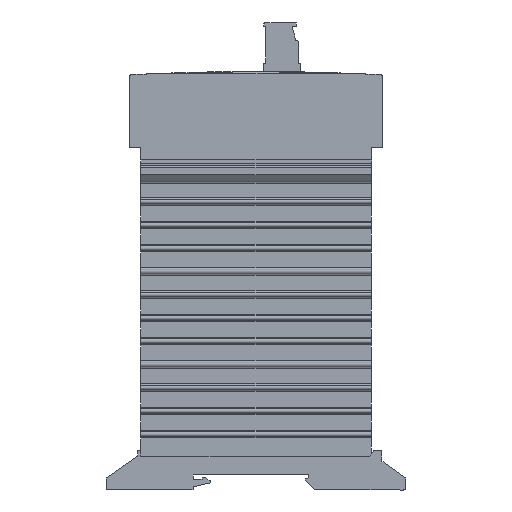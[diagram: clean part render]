
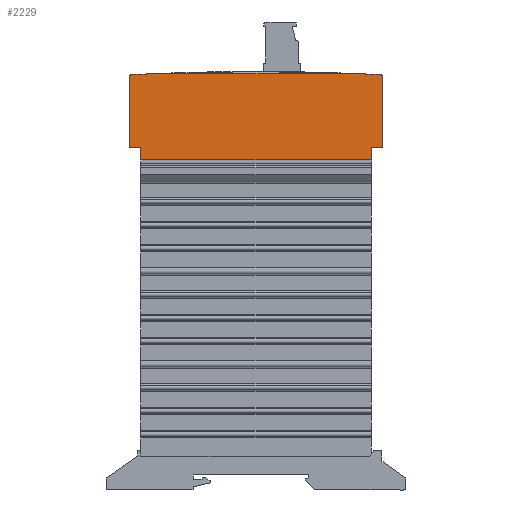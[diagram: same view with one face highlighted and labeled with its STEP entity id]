
A CAD part, left-side view. The second image highlights one B-rep face of the part: STEP entity #2229.
In plain terms, the highlighted planar face has unit normal (-1, 0, 0).
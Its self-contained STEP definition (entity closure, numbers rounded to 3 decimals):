
#449 = VERTEX_POINT ( 'NONE', #4226 ) ;
#458 = EDGE_CURVE ( 'NONE', #13730, #449, #4215, .T. ) ;
#998 = VERTEX_POINT ( 'NONE', #5230 ) ;
#1000 = EDGE_CURVE ( 'NONE', #998, #1002, #5225, .T. ) ;
#1002 = VERTEX_POINT ( 'NONE', #5282 ) ;
#2168 = EDGE_LOOP ( 'NONE', ( #2230, #2236, #2175, #2171, #2172, #2217, #2218, #2220, #2221, #2241, #2242, #2210 ) ) ;
#2170 = EDGE_CURVE ( 'NONE', #2238, #1002, #7252, .T. ) ;
#2171 = ORIENTED_EDGE ( 'NONE', *, *, #1000, .F. ) ;
#2172 = ORIENTED_EDGE ( 'NONE', *, *, #2173, .T. ) ;
#2173 = EDGE_CURVE ( 'NONE', #998, #10929, #7310, .T. ) ;
#2175 = ORIENTED_EDGE ( 'NONE', *, *, #2170, .T. ) ;
#2210 = ORIENTED_EDGE ( 'NONE', *, *, #458, .T. ) ;
#2217 = ORIENTED_EDGE ( 'NONE', *, *, #10928, .T. ) ;
#2218 = ORIENTED_EDGE ( 'NONE', *, *, #2219, .T. ) ;
#2219 = EDGE_CURVE ( 'NONE', #10924, #10772, #7393, .T. ) ;
#2220 = ORIENTED_EDGE ( 'NONE', *, *, #10906, .T. ) ;
#2221 = ORIENTED_EDGE ( 'NONE', *, *, #2240, .T. ) ;
#2229 = ADVANCED_FACE ( 'NONE', ( #7428 ), #7427, .F. ) ;
#2230 = ORIENTED_EDGE ( 'NONE', *, *, #2249, .F. ) ;
#2236 = ORIENTED_EDGE ( 'NONE', *, *, #2237, .T. ) ;
#2237 = EDGE_CURVE ( 'NONE', #2239, #2238, #7418, .T. ) ;
#2238 = VERTEX_POINT ( 'NONE', #7414 ) ;
#2239 = VERTEX_POINT ( 'NONE', #7413 ) ;
#2240 = EDGE_CURVE ( 'NONE', #10943, #13744, #7412, .T. ) ;
#2241 = ORIENTED_EDGE ( 'NONE', *, *, #13842, .T. ) ;
#2242 = ORIENTED_EDGE ( 'NONE', *, *, #13839, .T. ) ;
#2249 = EDGE_CURVE ( 'NONE', #2239, #449, #7462, .T. ) ;
#4212 = DIRECTION ( 'NONE',  ( 0., 0., -1. ) ) ;
#4213 = VECTOR ( 'NONE', #4212, 1000. ) ;
#4214 = CARTESIAN_POINT ( 'NONE',  ( -26.681, -7.817, -9.44 ) ) ;
#4215 = LINE ( 'NONE', #4214, #4213 ) ;
#4226 = CARTESIAN_POINT ( 'NONE',  ( -26.681, -7.817, -38.14 ) ) ;
#5225 = LINE ( 'NONE', #5286, #5285 ) ;
#5230 = CARTESIAN_POINT ( 'NONE',  ( -26.681, -88.617, -10.518 ) ) ;
#5282 = CARTESIAN_POINT ( 'NONE',  ( -26.681, -88.617, -33.89 ) ) ;
#5284 = DIRECTION ( 'NONE',  ( 0., 0., -1. ) ) ;
#5285 = VECTOR ( 'NONE', #5284, 1000. ) ;
#5286 = CARTESIAN_POINT ( 'NONE',  ( -26.681, -88.617, -9.44 ) ) ;
#7249 = DIRECTION ( 'NONE',  ( 0., -1., 0. ) ) ;
#7250 = VECTOR ( 'NONE', #7249, 1000. ) ;
#7251 = CARTESIAN_POINT ( 'NONE',  ( -26.681, -224.42, -33.89 ) ) ;
#7252 = LINE ( 'NONE', #7251, #7250 ) ;
#7306 = DIRECTION ( 'NONE',  ( 0., 0., -1. ) ) ;
#7307 = DIRECTION ( 'NONE',  ( -1., 0., 0. ) ) ;
#7308 = CARTESIAN_POINT ( 'NONE',  ( -26.681, -87.817, -10.518 ) ) ;
#7309 = AXIS2_PLACEMENT_3D ( 'NONE', #7308, #7307, #7306 ) ;
#7310 = CIRCLE ( 'NONE', #7309, 0.8 ) ;
#7386 = DIRECTION ( 'NONE',  ( 0., 1., 0. ) ) ;
#7387 = VECTOR ( 'NONE', #7386, 1000. ) ;
#7388 = CARTESIAN_POINT ( 'NONE',  ( -26.681, -224.42, -9.44 ) ) ;
#7393 = LINE ( 'NONE', #7388, #7387 ) ;
#7408 = DIRECTION ( 'NONE',  ( 0., 0., -1. ) ) ;
#7409 = DIRECTION ( 'NONE',  ( -1., 0., 0. ) ) ;
#7410 = CARTESIAN_POINT ( 'NONE',  ( -26.681, -4.817, -10.518 ) ) ;
#7411 = AXIS2_PLACEMENT_3D ( 'NONE', #7410, #7409, #7408 ) ;
#7412 = CIRCLE ( 'NONE', #7411, 0.8 ) ;
#7413 = CARTESIAN_POINT ( 'NONE',  ( -26.681, -84.817, -38.14 ) ) ;
#7414 = CARTESIAN_POINT ( 'NONE',  ( -26.681, -84.817, -33.89 ) ) ;
#7415 = DIRECTION ( 'NONE',  ( 0., 0., 1. ) ) ;
#7416 = VECTOR ( 'NONE', #7415, 1000. ) ;
#7417 = CARTESIAN_POINT ( 'NONE',  ( -26.681, -84.817, -9.44 ) ) ;
#7418 = LINE ( 'NONE', #7417, #7416 ) ;
#7423 = DIRECTION ( 'NONE',  ( 0., 0., -1. ) ) ;
#7424 = DIRECTION ( 'NONE',  ( 1., 0., 0. ) ) ;
#7425 = CARTESIAN_POINT ( 'NONE',  ( -26.681, -224.42, -9.44 ) ) ;
#7426 = AXIS2_PLACEMENT_3D ( 'NONE', #7425, #7424, #7423 ) ;
#7427 = PLANE ( 'NONE',  #7426 ) ;
#7428 = FACE_OUTER_BOUND ( 'NONE', #2168, .T. ) ;
#7459 = DIRECTION ( 'NONE',  ( 0., 1., 0. ) ) ;
#7460 = VECTOR ( 'NONE', #7459, 1000. ) ;
#7461 = CARTESIAN_POINT ( 'NONE',  ( -26.681, -224.42, -38.14 ) ) ;
#7462 = LINE ( 'NONE', #7461, #7460 ) ;
#9968 = CARTESIAN_POINT ( 'NONE',  ( -26.681, -10.549, -9.44 ) ) ;
#10245 = CIRCLE ( 'NONE', #10279, 800. ) ;
#10250 = CARTESIAN_POINT ( 'NONE',  ( -26.681, -87.859, -9.719 ) ) ;
#10251 = DIRECTION ( 'NONE',  ( 0., 0., -1. ) ) ;
#10252 = DIRECTION ( 'NONE',  ( -1., 0., 0. ) ) ;
#10253 = CARTESIAN_POINT ( 'NONE',  ( -26.681, -46.317, -808.64 ) ) ;
#10254 = AXIS2_PLACEMENT_3D ( 'NONE', #10253, #10252, #10251 ) ;
#10255 = CIRCLE ( 'NONE', #10254, 800. ) ;
#10267 = CARTESIAN_POINT ( 'NONE',  ( -26.681, -82.085, -9.44 ) ) ;
#10276 = DIRECTION ( 'NONE',  ( 0., 0., -1. ) ) ;
#10277 = DIRECTION ( 'NONE',  ( -1., 0., 0. ) ) ;
#10278 = CARTESIAN_POINT ( 'NONE',  ( -26.681, -46.317, -808.64 ) ) ;
#10279 = AXIS2_PLACEMENT_3D ( 'NONE', #10278, #10277, #10276 ) ;
#10346 = CARTESIAN_POINT ( 'NONE',  ( -26.681, -4.776, -9.719 ) ) ;
#10772 = VERTEX_POINT ( 'NONE', #9968 ) ;
#10906 = EDGE_CURVE ( 'NONE', #10772, #10943, #10245, .T. ) ;
#10924 = VERTEX_POINT ( 'NONE', #10267 ) ;
#10928 = EDGE_CURVE ( 'NONE', #10929, #10924, #10255, .T. ) ;
#10929 = VERTEX_POINT ( 'NONE', #10250 ) ;
#10943 = VERTEX_POINT ( 'NONE', #10346 ) ;
#13730 = VERTEX_POINT ( 'NONE', #23657 ) ;
#13744 = VERTEX_POINT ( 'NONE', #23641 ) ;
#13839 = EDGE_CURVE ( 'NONE', #13843, #13730, #23756, .T. ) ;
#13842 = EDGE_CURVE ( 'NONE', #13744, #13843, #23752, .T. ) ;
#13843 = VERTEX_POINT ( 'NONE', #23748 ) ;
#23641 = CARTESIAN_POINT ( 'NONE',  ( -26.681, -4.017, -10.518 ) ) ;
#23657 = CARTESIAN_POINT ( 'NONE',  ( -26.681, -7.817, -33.89 ) ) ;
#23748 = CARTESIAN_POINT ( 'NONE',  ( -26.681, -4.017, -33.89 ) ) ;
#23749 = DIRECTION ( 'NONE',  ( 0., 0., -1. ) ) ;
#23750 = VECTOR ( 'NONE', #23749, 1000. ) ;
#23751 = CARTESIAN_POINT ( 'NONE',  ( -26.681, -4.017, -9.44 ) ) ;
#23752 = LINE ( 'NONE', #23751, #23750 ) ;
#23753 = DIRECTION ( 'NONE',  ( 0., -1., 0. ) ) ;
#23754 = VECTOR ( 'NONE', #23753, 1000. ) ;
#23755 = CARTESIAN_POINT ( 'NONE',  ( -26.681, -224.42, -33.89 ) ) ;
#23756 = LINE ( 'NONE', #23755, #23754 ) ;
